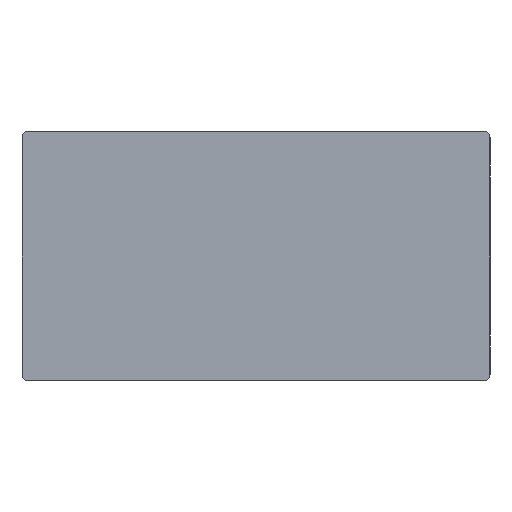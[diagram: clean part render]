
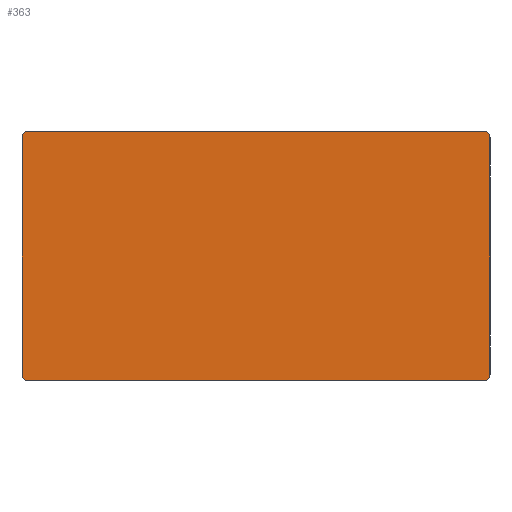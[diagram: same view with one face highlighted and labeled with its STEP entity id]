
A CAD part, left-side view. The second image highlights one B-rep face of the part: STEP entity #363.
In plain terms, the highlighted planar face has unit normal (-1, 0, 0).
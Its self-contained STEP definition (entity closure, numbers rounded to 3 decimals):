
#26 = AXIS2_PLACEMENT_3D ( 'NONE', #1647, #2406, #2652 ) ;
#71 = EDGE_CURVE ( 'NONE', #1874, #2257, #857, .T. ) ;
#102 = DIRECTION ( 'NONE',  ( 0., 0., -1. ) ) ;
#128 = DIRECTION ( 'NONE',  ( 1., 0., 0. ) ) ;
#182 = VECTOR ( 'NONE', #102, 1000. ) ;
#265 = DIRECTION ( 'NONE',  ( 1., 0., 0. ) ) ;
#355 = CARTESIAN_POINT ( 'NONE',  ( 0., 59.25, 30. ) ) ;
#361 = ORIENTED_EDGE ( 'NONE', *, *, #3043, .F. ) ;
#363 = ADVANCED_FACE ( 'NONE', ( #394 ), #2459, .T. ) ;
#392 = ORIENTED_EDGE ( 'NONE', *, *, #2348, .F. ) ;
#394 = FACE_OUTER_BOUND ( 'NONE', #993, .T. ) ;
#429 = DIRECTION ( 'NONE',  ( 0., 1., 0. ) ) ;
#526 = CARTESIAN_POINT ( 'NONE',  ( 0., 57.75, 30. ) ) ;
#605 = ORIENTED_EDGE ( 'NONE', *, *, #71, .F. ) ;
#606 = CIRCLE ( 'NONE', #710, 1.5 ) ;
#710 = AXIS2_PLACEMENT_3D ( 'NONE', #1255, #2522, #1529 ) ;
#727 = EDGE_CURVE ( 'NONE', #2475, #1874, #1183, .T. ) ;
#737 = CARTESIAN_POINT ( 'NONE',  ( 0., -57.75, -31.5 ) ) ;
#747 = VECTOR ( 'NONE', #2156, 1000. ) ;
#857 = LINE ( 'NONE', #2877, #747 ) ;
#868 = CARTESIAN_POINT ( 'NONE',  ( 0., -59.25, 30. ) ) ;
#993 = EDGE_LOOP ( 'NONE', ( #361, #605, #1544, #1614, #392, #1562, #3210, #1590 ) ) ;
#1157 = LINE ( 'NONE', #868, #182 ) ;
#1183 = CIRCLE ( 'NONE', #1600, 1.5 ) ;
#1219 = EDGE_CURVE ( 'NONE', #1536, #2695, #1157, .T. ) ;
#1222 = LINE ( 'NONE', #1948, #1714 ) ;
#1255 = CARTESIAN_POINT ( 'NONE',  ( 0., -57.75, 30. ) ) ;
#1263 = VERTEX_POINT ( 'NONE', #1631 ) ;
#1282 = CIRCLE ( 'NONE', #2927, 1.5 ) ;
#1320 = CARTESIAN_POINT ( 'NONE',  ( 0., 57.75, -30. ) ) ;
#1489 = CARTESIAN_POINT ( 'NONE',  ( 0., -57.75, 31.5 ) ) ;
#1498 = CIRCLE ( 'NONE', #2452, 1.5 ) ;
#1529 = DIRECTION ( 'NONE',  ( 0., 0., 1. ) ) ;
#1531 = DIRECTION ( 'NONE',  ( 0., 0., 1. ) ) ;
#1536 = VERTEX_POINT ( 'NONE', #2853 ) ;
#1544 = ORIENTED_EDGE ( 'NONE', *, *, #727, .F. ) ;
#1562 = ORIENTED_EDGE ( 'NONE', *, *, #2976, .F. ) ;
#1590 = ORIENTED_EDGE ( 'NONE', *, *, #1219, .F. ) ;
#1600 = AXIS2_PLACEMENT_3D ( 'NONE', #526, #265, #1531 ) ;
#1614 = ORIENTED_EDGE ( 'NONE', *, *, #2322, .F. ) ;
#1631 = CARTESIAN_POINT ( 'NONE',  ( 0., 57.75, -31.5 ) ) ;
#1647 = CARTESIAN_POINT ( 'NONE',  ( 0., -57.75, 30. ) ) ;
#1714 = VECTOR ( 'NONE', #429, 1000. ) ;
#1856 = CARTESIAN_POINT ( 'NONE',  ( 0., 59.25, 30. ) ) ;
#1874 = VERTEX_POINT ( 'NONE', #2073 ) ;
#1912 = DIRECTION ( 'NONE',  ( 0., 0., -1. ) ) ;
#1948 = CARTESIAN_POINT ( 'NONE',  ( 0., -57.75, -31.5 ) ) ;
#2073 = CARTESIAN_POINT ( 'NONE',  ( 0., 57.75, 31.5 ) ) ;
#2115 = VERTEX_POINT ( 'NONE', #2982 ) ;
#2156 = DIRECTION ( 'NONE',  ( 0., -1., 0. ) ) ;
#2257 = VERTEX_POINT ( 'NONE', #1489 ) ;
#2322 = EDGE_CURVE ( 'NONE', #2115, #2475, #2845, .T. ) ;
#2348 = EDGE_CURVE ( 'NONE', #1263, #2115, #1282, .T. ) ;
#2406 = DIRECTION ( 'NONE',  ( -1., 0., 0. ) ) ;
#2452 = AXIS2_PLACEMENT_3D ( 'NONE', #2639, #3149, #1912 ) ;
#2459 = PLANE ( 'NONE',  #26 ) ;
#2475 = VERTEX_POINT ( 'NONE', #355 ) ;
#2522 = DIRECTION ( 'NONE',  ( 1., 0., 0. ) ) ;
#2639 = CARTESIAN_POINT ( 'NONE',  ( 0., -57.75, -30. ) ) ;
#2652 = DIRECTION ( 'NONE',  ( 0., 0., 1. ) ) ;
#2695 = VERTEX_POINT ( 'NONE', #2776 ) ;
#2776 = CARTESIAN_POINT ( 'NONE',  ( 0., -59.25, -30. ) ) ;
#2844 = EDGE_CURVE ( 'NONE', #2695, #3091, #1498, .T. ) ;
#2845 = LINE ( 'NONE', #1856, #3127 ) ;
#2853 = CARTESIAN_POINT ( 'NONE',  ( 0., -59.25, 30. ) ) ;
#2877 = CARTESIAN_POINT ( 'NONE',  ( 0., -57.75, 31.5 ) ) ;
#2927 = AXIS2_PLACEMENT_3D ( 'NONE', #1320, #128, #3136 ) ;
#2976 = EDGE_CURVE ( 'NONE', #3091, #1263, #1222, .T. ) ;
#2982 = CARTESIAN_POINT ( 'NONE',  ( 0., 59.25, -30. ) ) ;
#3043 = EDGE_CURVE ( 'NONE', #2257, #1536, #606, .T. ) ;
#3074 = DIRECTION ( 'NONE',  ( 0., 0., 1. ) ) ;
#3091 = VERTEX_POINT ( 'NONE', #737 ) ;
#3127 = VECTOR ( 'NONE', #3074, 1000. ) ;
#3136 = DIRECTION ( 'NONE',  ( 0., 0., 1. ) ) ;
#3149 = DIRECTION ( 'NONE',  ( 1., 0., 0. ) ) ;
#3210 = ORIENTED_EDGE ( 'NONE', *, *, #2844, .F. ) ;
